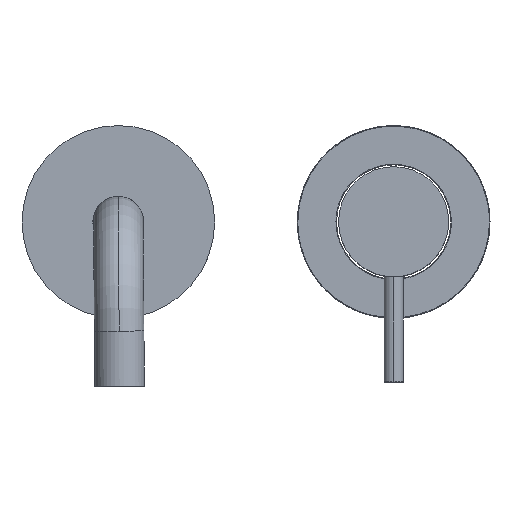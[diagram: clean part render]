
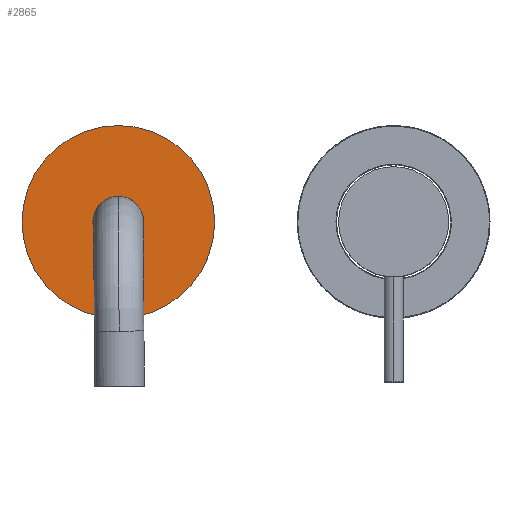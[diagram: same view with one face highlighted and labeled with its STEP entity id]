
A CAD part, top view. The second image highlights one B-rep face of the part: STEP entity #2865.
In plain terms, the highlighted planar face has unit normal (0, 0, 1).
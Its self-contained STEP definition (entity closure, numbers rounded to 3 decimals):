
#15 = FACE_BOUND ( 'NONE', #10987, .T. ) ;
#86 = ORIENTED_EDGE ( 'NONE', *, *, #453, .F. ) ;
#453 = EDGE_CURVE ( 'NONE', #2838, #3719, #5359, .T. ) ;
#509 = EDGE_CURVE ( 'NONE', #1493, #10874, #6366, .T. ) ;
#752 = ORIENTED_EDGE ( 'NONE', *, *, #509, .T. ) ;
#1031 = DIRECTION ( 'NONE',  ( 0., 0., -1. ) ) ;
#1493 = VERTEX_POINT ( 'NONE', #8312 ) ;
#1802 = EDGE_CURVE ( 'NONE', #3719, #2838, #6008, .T. ) ;
#2043 = CARTESIAN_POINT ( 'NONE',  ( -73.9, 0., 44.5 ) ) ;
#2586 = DIRECTION ( 'NONE',  ( 0., 0., -1. ) ) ;
#2731 = DIRECTION ( 'NONE',  ( 1., 0., 0. ) ) ;
#2746 = CARTESIAN_POINT ( 'NONE',  ( -38.9, 0., 44.5 ) ) ;
#2838 = VERTEX_POINT ( 'NONE', #2746 ) ;
#2865 = ADVANCED_FACE ( 'NONE', ( #8713, #15 ), #3888, .T. ) ;
#3103 = CARTESIAN_POINT ( 'NONE',  ( -73.9, 0., 44.5 ) ) ;
#3126 = ORIENTED_EDGE ( 'NONE', *, *, #1802, .F. ) ;
#3719 = VERTEX_POINT ( 'NONE', #7681 ) ;
#3888 = PLANE ( 'NONE',  #7489 ) ;
#4902 = DIRECTION ( 'NONE',  ( -1., 0., 0. ) ) ;
#5359 = CIRCLE ( 'NONE', #5540, 35. ) ;
#5540 = AXIS2_PLACEMENT_3D ( 'NONE', #7542, #11407, #2731 ) ;
#5904 = DIRECTION ( 'NONE',  ( 0., 0., 1. ) ) ;
#6008 = CIRCLE ( 'NONE', #6018, 35. ) ;
#6018 = AXIS2_PLACEMENT_3D ( 'NONE', #11268, #2586, #6460 ) ;
#6366 = CIRCLE ( 'NONE', #6566, 9.25 ) ;
#6460 = DIRECTION ( 'NONE',  ( 1., 0., 0. ) ) ;
#6566 = AXIS2_PLACEMENT_3D ( 'NONE', #3103, #6949, #10799 ) ;
#6742 = AXIS2_PLACEMENT_3D ( 'NONE', #9721, #1031, #4902 ) ;
#6949 = DIRECTION ( 'NONE',  ( 0., 0., -1. ) ) ;
#7489 = AXIS2_PLACEMENT_3D ( 'NONE', #2043, #5904, #9774 ) ;
#7542 = CARTESIAN_POINT ( 'NONE',  ( -73.9, 0., 44.5 ) ) ;
#7681 = CARTESIAN_POINT ( 'NONE',  ( -108.9, 0., 44.5 ) ) ;
#8312 = CARTESIAN_POINT ( 'NONE',  ( -83.15, 0., 44.5 ) ) ;
#8560 = CARTESIAN_POINT ( 'NONE',  ( -64.65, 0., 44.5 ) ) ;
#8713 = FACE_OUTER_BOUND ( 'NONE', #10608, .T. ) ;
#9721 = CARTESIAN_POINT ( 'NONE',  ( -73.9, 0., 44.5 ) ) ;
#9774 = DIRECTION ( 'NONE',  ( 1., 0., 0. ) ) ;
#10608 = EDGE_LOOP ( 'NONE', ( #86, #3126 ) ) ;
#10799 = DIRECTION ( 'NONE',  ( -1., 0., 0. ) ) ;
#10874 = VERTEX_POINT ( 'NONE', #8560 ) ;
#10922 = ORIENTED_EDGE ( 'NONE', *, *, #11049, .T. ) ;
#10987 = EDGE_LOOP ( 'NONE', ( #752, #10922 ) ) ;
#11049 = EDGE_CURVE ( 'NONE', #10874, #1493, #12186, .T. ) ;
#11268 = CARTESIAN_POINT ( 'NONE',  ( -73.9, 0., 44.5 ) ) ;
#11407 = DIRECTION ( 'NONE',  ( 0., 0., -1. ) ) ;
#12186 = CIRCLE ( 'NONE', #6742, 9.25 ) ;
